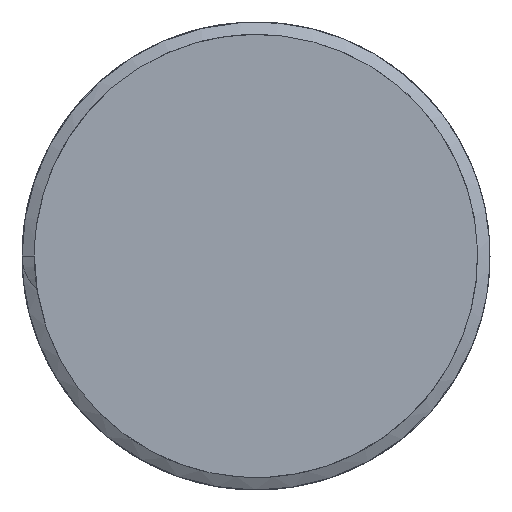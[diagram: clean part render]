
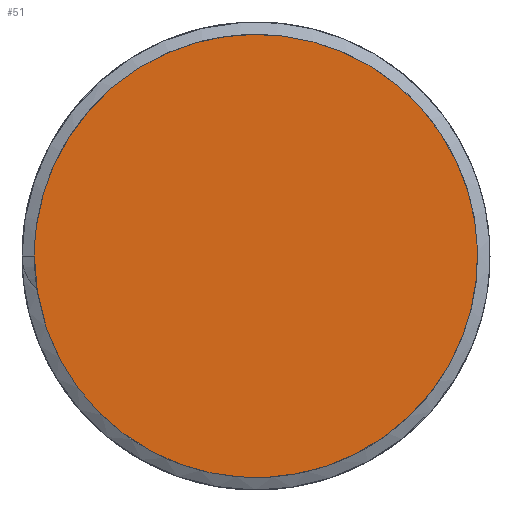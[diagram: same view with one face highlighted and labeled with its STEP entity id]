
A CAD part, left-side view. The second image highlights one B-rep face of the part: STEP entity #51.
In plain terms, the highlighted free-form (B-spline) face has degree [1, 1] with [2, 2] control points.
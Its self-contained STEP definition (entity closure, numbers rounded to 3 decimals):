
#30=CARTESIAN_POINT('',(0.,-41.7,41.7));
#31=CARTESIAN_POINT('',(0.,-41.7,-41.7));
#32=CARTESIAN_POINT('',(0.,41.7,41.7));
#33=CARTESIAN_POINT('',(0.,41.7,-41.7));
#34=B_SPLINE_SURFACE_WITH_KNOTS('',1,1,((#30,#31),(#32,#33)),.PLANE_SURF.,.F.,.F.,.U.,(2,2),(2,2),(-1.,2.),(-1.,2.),.UNSPECIFIED.);
#35=CARTESIAN_POINT('',(0.,13.9,0.));
#36=VERTEX_POINT('',#35);
#37=CARTESIAN_POINT('',(0.,13.9,0.));
#38=CARTESIAN_POINT('',(0.,13.9,-13.9));
#39=CARTESIAN_POINT('',(0.,0.,-13.9));
#40=CARTESIAN_POINT('',(0.,-13.9,-13.9));
#41=CARTESIAN_POINT('',(0.,-13.9,0.));
#42=CARTESIAN_POINT('',(0.,-13.9,13.9));
#43=CARTESIAN_POINT('',(0.,0.,13.9));
#44=CARTESIAN_POINT('',(0.,13.9,13.9));
#45=CARTESIAN_POINT('',(0.,13.9,0.));
#46=(BOUNDED_CURVE()B_SPLINE_CURVE(2,(#37,#38,#39,#40,#41,#42,#43,#44,#45),.CIRCULAR_ARC.,.T.,.U.)B_SPLINE_CURVE_WITH_KNOTS((3,2,2,2,3),(0.,0.25,0.5,0.75,1.),.UNSPECIFIED.)CURVE()GEOMETRIC_REPRESENTATION_ITEM()RATIONAL_B_SPLINE_CURVE((1.,0.707,1.,0.707,1.,0.707,1.,0.707,1.))REPRESENTATION_ITEM(''));
#47=EDGE_CURVE('',#36,#36,#46,.T.);
#48=ORIENTED_EDGE('',*,*,#47,.T.);
#49=EDGE_LOOP('',(#48));
#50=FACE_OUTER_BOUND('',#49,.T.);
#51=ADVANCED_FACE('',(#50),#34,.T.);
